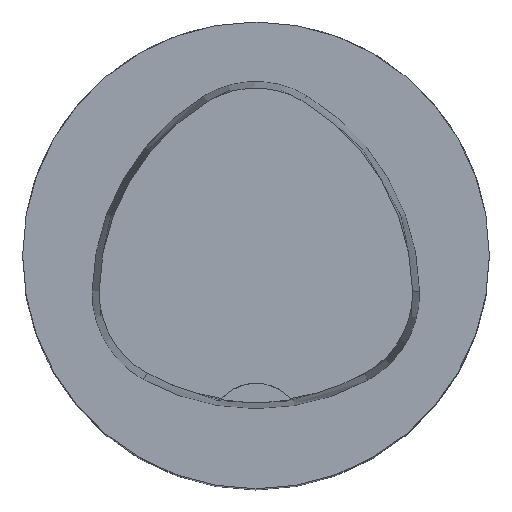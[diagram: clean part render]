
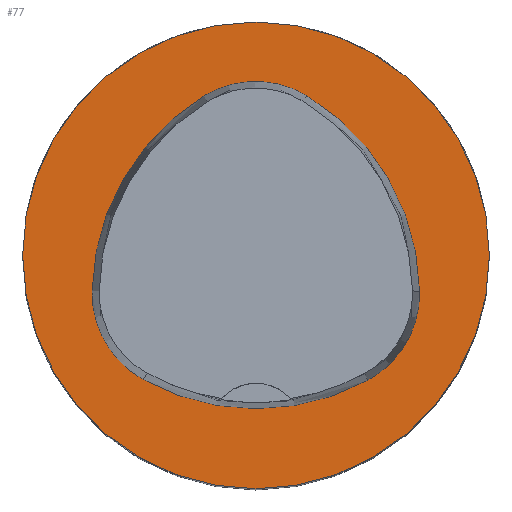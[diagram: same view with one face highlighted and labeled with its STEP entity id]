
A CAD part, top view. The second image highlights one B-rep face of the part: STEP entity #77.
In plain terms, the highlighted planar face has unit normal (0, 0, 1).
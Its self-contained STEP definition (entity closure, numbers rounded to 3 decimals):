
#42=FACE_BOUND('',#131,.T.);
#43=FACE_BOUND('',#132,.T.);
#53=PLANE('',#451);
#77=ADVANCED_FACE('',(#42,#43),#53,.T.);
#131=EDGE_LOOP('',(#236,#237,#238,#239,#240,#241));
#132=EDGE_LOOP('',(#242));
#236=ORIENTED_EDGE('',*,*,#357,.T.);
#237=ORIENTED_EDGE('',*,*,#337,.T.);
#238=ORIENTED_EDGE('',*,*,#341,.T.);
#239=ORIENTED_EDGE('',*,*,#344,.T.);
#240=ORIENTED_EDGE('',*,*,#347,.T.);
#241=ORIENTED_EDGE('',*,*,#355,.T.);
#242=ORIENTED_EDGE('',*,*,#360,.F.);
#302=VERTEX_POINT('',#619);
#303=VERTEX_POINT('',#620);
#306=VERTEX_POINT('',#628);
#308=VERTEX_POINT('',#634);
#310=VERTEX_POINT('',#640);
#317=VERTEX_POINT('',#661);
#318=VERTEX_POINT('',#671);
#337=EDGE_CURVE('',#302,#303,#388,.T.);
#341=EDGE_CURVE('',#303,#306,#390,.T.);
#344=EDGE_CURVE('',#306,#308,#392,.T.);
#347=EDGE_CURVE('',#308,#310,#394,.T.);
#355=EDGE_CURVE('',#310,#317,#398,.T.);
#357=EDGE_CURVE('',#317,#302,#400,.T.);
#360=EDGE_CURVE('',#318,#318,#403,.T.);
#388=CIRCLE('',#428,20.);
#390=CIRCLE('',#431,8.5);
#392=CIRCLE('',#434,20.);
#394=CIRCLE('',#437,8.5);
#398=CIRCLE('',#442,20.);
#400=CIRCLE('',#445,8.5);
#403=CIRCLE('',#450,20.);
#428=AXIS2_PLACEMENT_3D('',#618,#488,#489);
#431=AXIS2_PLACEMENT_3D('',#627,#496,#497);
#434=AXIS2_PLACEMENT_3D('',#633,#503,#504);
#437=AXIS2_PLACEMENT_3D('',#639,#510,#511);
#442=AXIS2_PLACEMENT_3D('',#662,#522,#523);
#445=AXIS2_PLACEMENT_3D('',#665,#528,#529);
#450=AXIS2_PLACEMENT_3D('',#670,#538,#539);
#451=AXIS2_PLACEMENT_3D('',#672,#540,#541);
#488=DIRECTION('',(0.,0.,-1.));
#489=DIRECTION('',(-1.,0.,0.));
#496=DIRECTION('',(0.,0.,-1.));
#497=DIRECTION('',(-1.,0.,0.));
#503=DIRECTION('',(0.,0.,-1.));
#504=DIRECTION('',(-1.,0.,0.));
#510=DIRECTION('',(0.,0.,-1.));
#511=DIRECTION('',(-1.,0.,0.));
#522=DIRECTION('',(0.,0.,-1.));
#523=DIRECTION('',(-1.,0.,0.));
#528=DIRECTION('',(0.,0.,-1.));
#529=DIRECTION('',(-1.,0.,0.));
#538=DIRECTION('',(0.,0.,-1.));
#539=DIRECTION('',(-1.,0.,0.));
#540=DIRECTION('',(0.,0.,1.));
#541=DIRECTION('',(1.,0.,0.));
#618=CARTESIAN_POINT('',(5.955,-3.414,0.));
#619=CARTESIAN_POINT('',(-14.041,-3.042,0.));
#620=CARTESIAN_POINT('',(-4.472,13.653,0.));
#627=CARTESIAN_POINT('',(-0.04,6.4,0.));
#628=CARTESIAN_POINT('',(4.347,13.68,0.));
#633=CARTESIAN_POINT('',(-5.976,-3.45,0.));
#634=CARTESIAN_POINT('',(14.021,-3.075,0.));
#639=CARTESIAN_POINT('',(5.522,-3.235,0.));
#640=CARTESIAN_POINT('',(9.588,-10.699,0.));
#661=CARTESIAN_POINT('',(-9.655,-10.639,0.));
#662=CARTESIAN_POINT('',(0.022,6.864,0.));
#665=CARTESIAN_POINT('',(-5.543,-3.2,0.));
#670=CARTESIAN_POINT('',(0.,0.,0.));
#671=CARTESIAN_POINT('',(-20.,0.,0.));
#672=CARTESIAN_POINT('',(0.,0.,0.));
